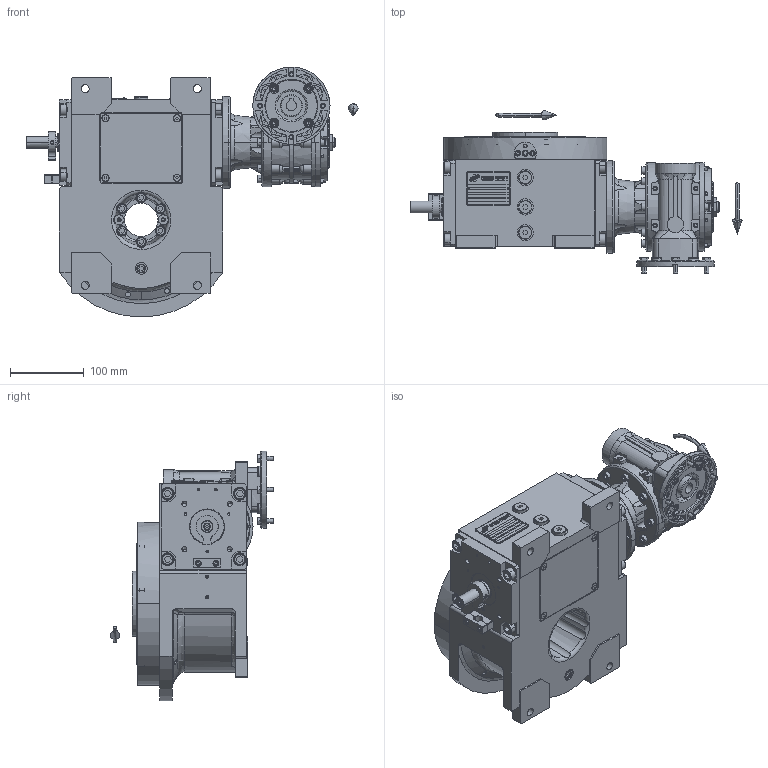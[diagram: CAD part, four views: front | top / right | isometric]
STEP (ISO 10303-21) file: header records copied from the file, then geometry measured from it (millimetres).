
FILE_DESCRIPTION (( 'STEP AP203' ), '1' );
FILE_NAME ('PC5201799.step', '2026-02-02T12:25:58', ( '' ), ( '' ), 'SwSTEP 2.0', 'SolidWorks 2020', '' );
FILE_SCHEMA (( 'CONFIG_CONTROL_DESIGN' ));
Length unit declared in the file: millimetre
Products named in the file (84): freccia_angolare; olio_agip_blasia_150; cfn2000_01_124; cfn2000_01_161; CFN2010_01_012^rig06_071_06_m_asm(2)_rig06_071_06_m_asm.stp; cfn2000_01_103; AS_rig06_071_6_m; CFN2104_02_017^RIG06_005_ASM_rig06_071_06_m_asm(2)_rig06_071_06_m_asm.stp; AS_rig06_004; AS_cfn2476_01_002_60x46; cfn2151_01_290; AS_900_38_30_003; rig06_016; cfn2155_01_303; cfn2128_19_002; CFN2356_03_047^rig06_071_06_m_asm(2)_rig06_071_06_m_asm.stp; rig06_004_s_001; cfn2000_01_126; cfn2158_01_010; cfn2003_01_054; cfn2401_01_003; cfn2476_01_002_60x46; PC5201799; CFN2223_01-570X6-B^rig06_071_06_m_asm(2)_rig06_071_06_m_asm.stp; cfn2077_01_018; rig06_007_master; CFN2010_02_002^rig06_071_06_m_asm(2)_rig06_071_06_m_asm.stp; freccia_angolare_albero; CFN2000_01_185^RIG06_005_ASM_rig06_071_06_m_asm(2)_rig06_071_06_m_asm.stp; cfn2107_01_001; cfn2205_01_013; RIG06_005_ASM^rig06_071_06_m_asm(2)_rig06_071_06_m_asm.stp; cfn2128_04_004; cfn2155_01_056; AS_rig06_016; AS_rig06_017; cfn2151_01_109; cfn2276_01_074; 900_38_11_14_4; AS_900_38_11_14_4 ...
Assembly tree (77 placements, depth 5):
  olio_agip_blasia_150
  CFN2010_01_012^rig06_071_06_m_asm(2)_rig06_071_06_m_asm.stp
  cfn2151_01_290
  CFN2356_03_047^rig06_071_06_m_asm(2)_rig06_071_06_m_asm.stp
  cfn2158_01_010
Bounding box: 451 x 222 x 339.5 mm (x, y, z)
Volume: 3225295.3 mm3; surface area: 974967.8 mm2
Topology: 68 solids, 68 shells, 3606 faces, 9140 edges, 5834 vertices
Faces by surface type: plane 1653, cylinder 1212, cone 550, torus 165, bspline 20, sphere 6
Entity records: 127240 total; most frequent: CARTESIAN_POINT 34294, DIRECTION 17746, ORIENTED_EDGE 17420, EDGE_CURVE 8710, AXIS2_PLACEMENT_3D 6445, VERTEX_POINT 5629, VECTOR 4856, LINE 4856
